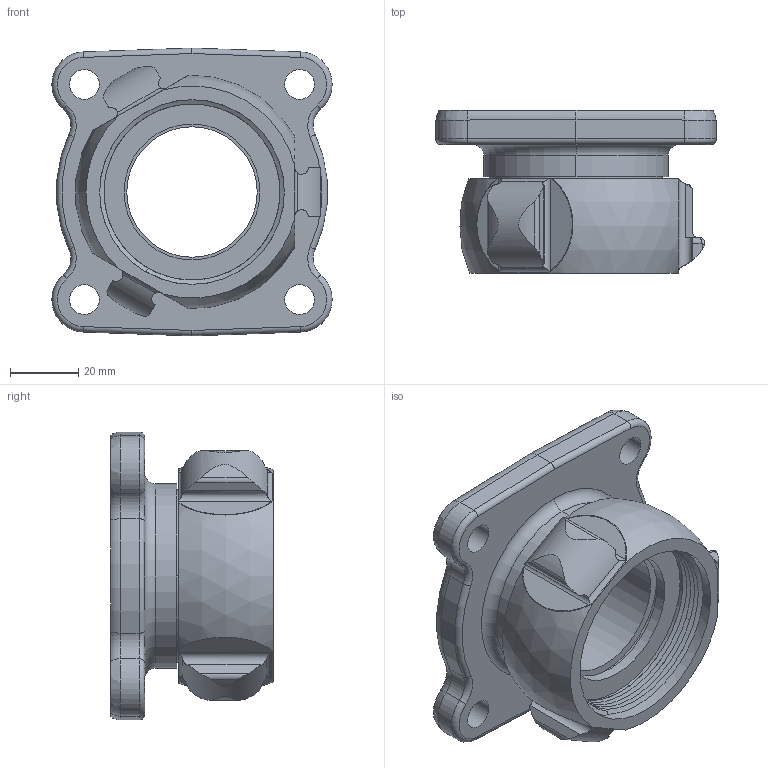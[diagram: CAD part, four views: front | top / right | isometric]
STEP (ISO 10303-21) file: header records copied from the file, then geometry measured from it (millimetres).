
FILE_DESCRIPTION((''),'2;1');
FILE_NAME('F1SS_SW0001','2013-05-17T',('cleon'),(''),'PRO/ENGINEER BY PARAMETRIC TECHNOLOGY CORPORATION, 2011180','PRO/ENGINEER BY PARAMETRIC TECHNOLOGY CORPORATION, 2011180','');
FILE_SCHEMA(('CONFIG_CONTROL_DESIGN'));
Length unit declared in the file: inch
Products named in the file (1): F1SS_SW0001
Bounding box: 81.91 x 47.54 x 84.12 mm (x, y, z)
Surface area: 39800.8 mm2 (no closed solid volume)
Topology: 0 solids, 4 shells, 194 faces, 527 edges, 337 vertices
Faces by surface type: cylinder 107, plane 37, torus 23, bspline 20, cone 4, sphere 3
Entity records: 11327 total; most frequent: CARTESIAN_POINT 6636, ORIENTED_EDGE 1012, DIRECTION 897, EDGE_CURVE 525, AXIS2_PLACEMENT_3D 363, VERTEX_POINT 337, EDGE_LOOP 214, FACE_OUTER_BOUND 194
